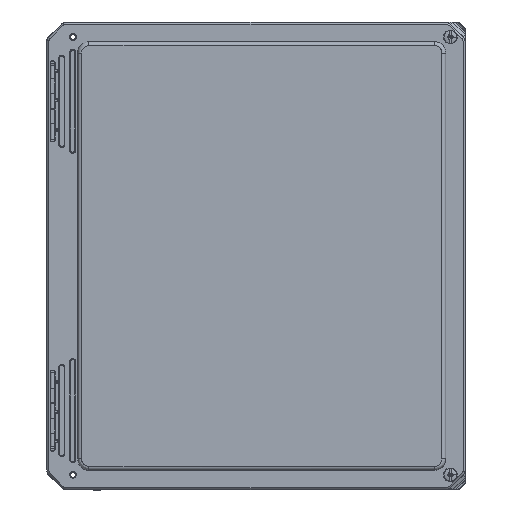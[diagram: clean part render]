
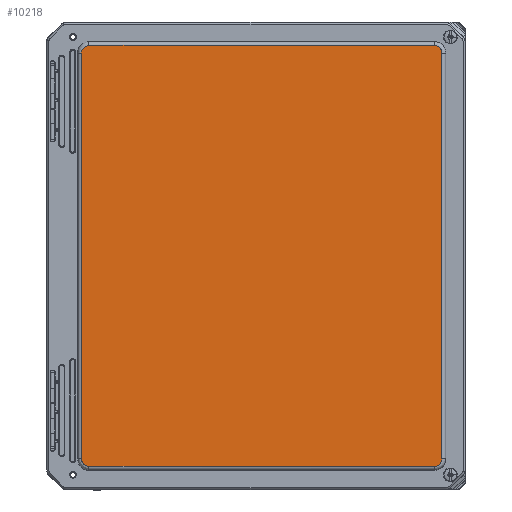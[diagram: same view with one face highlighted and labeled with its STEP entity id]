
A CAD part, top view. The second image highlights one B-rep face of the part: STEP entity #10218.
In plain terms, the highlighted planar face has unit normal (0, 0, 1).
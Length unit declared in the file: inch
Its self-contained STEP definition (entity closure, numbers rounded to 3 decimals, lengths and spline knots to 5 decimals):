
#316 = CARTESIAN_POINT ( 'NONE',  ( -5.52884, -6.9663, 4.18662 ) ) ;
#636 = VECTOR ( 'NONE', #82732, 39.37008 ) ;
#1350 = EDGE_CURVE ( 'NONE', #59252, #7035, #59994, .T. ) ;
#1830 = B_SPLINE_CURVE_WITH_KNOTS ( 'NONE', 3,
 ( #48700, #78596, #69361, #93796, #76695, #9418, #2075, #27061 ),
 .UNSPECIFIED., .F., .F.,
 ( 4, 1, 1, 1, 1, 4 ),
 ( 0., 0.14286, 0.28571, 0.42857, 0.71429, 1. ),
 .UNSPECIFIED. ) ;
#2075 = CARTESIAN_POINT ( 'NONE',  ( -5.56624, 6.9663, 4.18662 ) ) ;
#2165 = EDGE_CURVE ( 'NONE', #36069, #59252, #33039, .T. ) ;
#2225 = CARTESIAN_POINT ( 'NONE',  ( -5.73096, -6.87751, 4.18662 ) ) ;
#2699 = CARTESIAN_POINT ( 'NONE',  ( -5.64101, -6.94924, 4.18662 ) ) ;
#3169 = CARTESIAN_POINT ( 'NONE',  ( -5.7788, -6.71634, 4.18662 ) ) ;
#4409 = B_SPLINE_CURVE_WITH_KNOTS ( 'NONE', 3,
 ( #30383, #82390, #29893, #81423, #15145, #66255, #53003 ),
 .UNSPECIFIED., .F., .F.,
 ( 4, 1, 1, 1, 4 ),
 ( 0., 0.28571, 0.57143, 0.85714, 1. ),
 .UNSPECIFIED. ) ;
#4746 = ORIENTED_EDGE ( 'NONE', *, *, #5614, .F. ) ;
#5614 = EDGE_CURVE ( 'NONE', #45362, #83006, #1830, .T. ) ;
#6327 = ORIENTED_EDGE ( 'NONE', *, *, #83536, .F. ) ;
#6655 = CARTESIAN_POINT ( 'NONE',  ( 0.1875, 6.9663, 4.18662 ) ) ;
#7035 = VERTEX_POINT ( 'NONE', #83112 ) ;
#8074 = AXIS2_PLACEMENT_3D ( 'NONE', #80671, #51728, #13392 ) ;
#9031 = EDGE_CURVE ( 'NONE', #7035, #22620, #35367, .T. ) ;
#9418 = CARTESIAN_POINT ( 'NONE',  ( -5.64102, 6.94924, 4.18662 ) ) ;
#10218 = ADVANCED_FACE ( 'NONE', ( #21750 ), #50783, .F. ) ;
#13392 = DIRECTION ( 'NONE',  ( 0., 1., 0. ) ) ;
#15145 = CARTESIAN_POINT ( 'NONE',  ( 6.14753, 6.79114, 4.18662 ) ) ;
#15652 = CARTESIAN_POINT ( 'NONE',  ( -5.52884, 6.9663, 4.18662 ) ) ;
#16961 = CARTESIAN_POINT ( 'NONE',  ( -5.52884, -6.9663, 4.18662 ) ) ;
#20075 = CARTESIAN_POINT ( 'NONE',  ( 6.13094, -6.8257, 4.18662 ) ) ;
#20984 = VECTOR ( 'NONE', #80504, 39.37008 ) ;
#21750 = FACE_OUTER_BOUND ( 'NONE', #75456, .T. ) ;
#21811 = ORIENTED_EDGE ( 'NONE', *, *, #1350, .F. ) ;
#22620 = VERTEX_POINT ( 'NONE', #316 ) ;
#23752 = CARTESIAN_POINT ( 'NONE',  ( 6.1538, 0., 4.18662 ) ) ;
#27061 = CARTESIAN_POINT ( 'NONE',  ( -5.52884, 6.9663, 4.18662 ) ) ;
#28432 = CARTESIAN_POINT ( 'NONE',  ( 5.90384, -6.9663, 4.18662 ) ) ;
#29893 = CARTESIAN_POINT ( 'NONE',  ( 6.01601, 6.94924, 4.18662 ) ) ;
#30383 = CARTESIAN_POINT ( 'NONE',  ( 5.90384, 6.9663, 4.18662 ) ) ;
#30894 = EDGE_CURVE ( 'NONE', #22620, #45493, #31794, .T. ) ;
#31794 = B_SPLINE_CURVE_WITH_KNOTS ( 'NONE', 3,
 ( #16961, #69989, #2699, #2225, #78763, #33624, #3169 ),
 .UNSPECIFIED., .F., .F.,
 ( 4, 1, 1, 1, 4 ),
 ( 0., 0.28571, 0.57143, 0.85714, 1. ),
 .UNSPECIFIED. ) ;
#33039 = LINE ( 'NONE', #23752, #33199 ) ;
#33199 = VECTOR ( 'NONE', #46376, 39.37008 ) ;
#33624 = CARTESIAN_POINT ( 'NONE',  ( -5.7788, -6.73504, 4.18662 ) ) ;
#34836 = CARTESIAN_POINT ( 'NONE',  ( 6.1538, -6.71634, 4.18662 ) ) ;
#35367 = LINE ( 'NONE', #65306, #20984 ) ;
#35845 = ORIENTED_EDGE ( 'NONE', *, *, #9031, .F. ) ;
#36069 = VERTEX_POINT ( 'NONE', #91887 ) ;
#42122 = CARTESIAN_POINT ( 'NONE',  ( -5.7788, 0., 4.18662 ) ) ;
#42202 = CARTESIAN_POINT ( 'NONE',  ( 5.94124, -6.9663, 4.18662 ) ) ;
#43118 = ORIENTED_EDGE ( 'NONE', *, *, #73723, .F. ) ;
#44269 = EDGE_CURVE ( 'NONE', #45493, #45362, #71560, .T. ) ;
#45362 = VERTEX_POINT ( 'NONE', #87344 ) ;
#45493 = VERTEX_POINT ( 'NONE', #96168 ) ;
#46376 = DIRECTION ( 'NONE',  ( 0., -1., 0. ) ) ;
#48700 = CARTESIAN_POINT ( 'NONE',  ( -5.7788, 6.71634, 4.18662 ) ) ;
#50075 = CARTESIAN_POINT ( 'NONE',  ( 6.09095, -6.88946, 4.18662 ) ) ;
#50783 = PLANE ( 'NONE',  #8074 ) ;
#51527 = CARTESIAN_POINT ( 'NONE',  ( 6.1538, -6.73504, 4.18662 ) ) ;
#51728 = DIRECTION ( 'NONE',  ( 0., 0., -1. ) ) ;
#53003 = CARTESIAN_POINT ( 'NONE',  ( 6.1538, 6.71634, 4.18662 ) ) ;
#54488 = VECTOR ( 'NONE', #62398, 39.37008 ) ;
#54608 = ORIENTED_EDGE ( 'NONE', *, *, #2165, .F. ) ;
#59252 = VERTEX_POINT ( 'NONE', #76671 ) ;
#59994 = B_SPLINE_CURVE_WITH_KNOTS ( 'NONE', 3,
 ( #34836, #51527, #95167, #20075, #50075, #73121, #42202, #28432 ),
 .UNSPECIFIED., .F., .F.,
 ( 4, 1, 1, 1, 1, 4 ),
 ( 0., 0.14286, 0.28571, 0.42857, 0.71429, 1. ),
 .UNSPECIFIED. ) ;
#60075 = VERTEX_POINT ( 'NONE', #71961 ) ;
#62398 = DIRECTION ( 'NONE',  ( 0., 1., 0. ) ) ;
#65306 = CARTESIAN_POINT ( 'NONE',  ( 0.1875, -6.9663, 4.18662 ) ) ;
#66255 = CARTESIAN_POINT ( 'NONE',  ( 6.1538, 6.73504, 4.18662 ) ) ;
#69361 = CARTESIAN_POINT ( 'NONE',  ( -5.77459, 6.77244, 4.18662 ) ) ;
#69989 = CARTESIAN_POINT ( 'NONE',  ( -5.56624, -6.9663, 4.18662 ) ) ;
#71560 = LINE ( 'NONE', #42122, #54488 ) ;
#71961 = CARTESIAN_POINT ( 'NONE',  ( 5.90384, 6.9663, 4.18662 ) ) ;
#73121 = CARTESIAN_POINT ( 'NONE',  ( 6.01602, -6.94924, 4.18662 ) ) ;
#73723 = EDGE_CURVE ( 'NONE', #60075, #36069, #4409, .T. ) ;
#75456 = EDGE_LOOP ( 'NONE', ( #21811, #54608, #43118, #6327, #4746, #86382, #88471, #35845 ) ) ;
#76671 = CARTESIAN_POINT ( 'NONE',  ( 6.1538, -6.71634, 4.18662 ) ) ;
#76695 = CARTESIAN_POINT ( 'NONE',  ( -5.71595, 6.88946, 4.18662 ) ) ;
#78596 = CARTESIAN_POINT ( 'NONE',  ( -5.7788, 6.73504, 4.18662 ) ) ;
#78763 = CARTESIAN_POINT ( 'NONE',  ( -5.77253, -6.79114, 4.18662 ) ) ;
#80504 = DIRECTION ( 'NONE',  ( -1., 0., 0. ) ) ;
#80671 = CARTESIAN_POINT ( 'NONE',  ( 0.1875, 0., 4.18662 ) ) ;
#81284 = LINE ( 'NONE', #6655, #636 ) ;
#81423 = CARTESIAN_POINT ( 'NONE',  ( 6.10596, 6.87751, 4.18662 ) ) ;
#82390 = CARTESIAN_POINT ( 'NONE',  ( 5.94124, 6.9663, 4.18662 ) ) ;
#82732 = DIRECTION ( 'NONE',  ( 1., 0., 0. ) ) ;
#83006 = VERTEX_POINT ( 'NONE', #15652 ) ;
#83112 = CARTESIAN_POINT ( 'NONE',  ( 5.90384, -6.9663, 4.18662 ) ) ;
#83536 = EDGE_CURVE ( 'NONE', #83006, #60075, #81284, .T. ) ;
#86382 = ORIENTED_EDGE ( 'NONE', *, *, #44269, .F. ) ;
#87344 = CARTESIAN_POINT ( 'NONE',  ( -5.7788, 6.71634, 4.18662 ) ) ;
#88471 = ORIENTED_EDGE ( 'NONE', *, *, #30894, .F. ) ;
#91887 = CARTESIAN_POINT ( 'NONE',  ( 6.1538, 6.71634, 4.18662 ) ) ;
#93796 = CARTESIAN_POINT ( 'NONE',  ( -5.75594, 6.8257, 4.18662 ) ) ;
#95167 = CARTESIAN_POINT ( 'NONE',  ( 6.14959, -6.77244, 4.18662 ) ) ;
#96168 = CARTESIAN_POINT ( 'NONE',  ( -5.7788, -6.71634, 4.18662 ) ) ;
